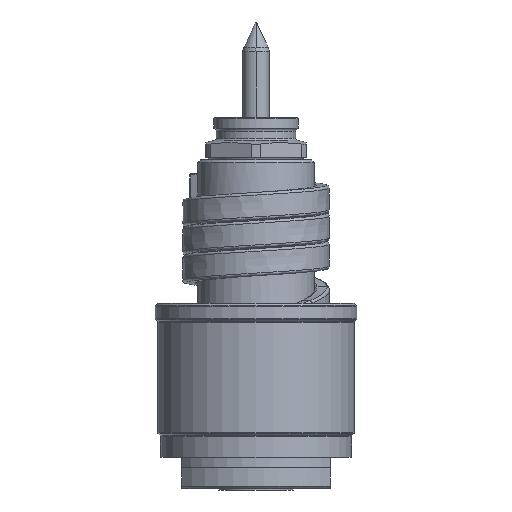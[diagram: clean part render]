
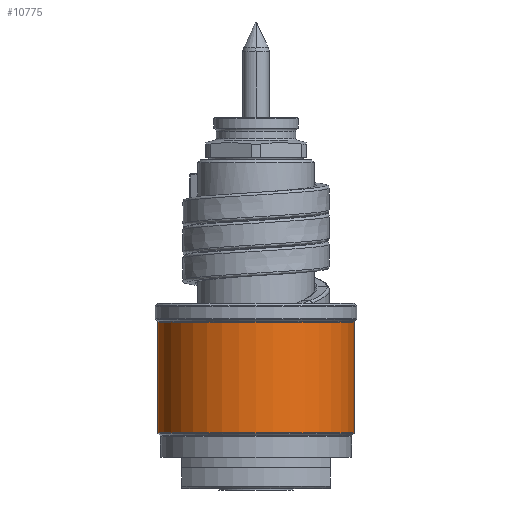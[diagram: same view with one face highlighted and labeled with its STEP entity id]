
A CAD part, front view. The second image highlights one B-rep face of the part: STEP entity #10775.
In plain terms, the highlighted cylindrical face has radius 18.5 mm (diameter 37 mm), a partial arc.
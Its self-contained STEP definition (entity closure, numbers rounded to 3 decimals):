
#3569=CARTESIAN_POINT('',(0.,0.,10.583));
#3570=DIRECTION('',(0.,0.,1.));
#3571=DIRECTION('',(-1.,0.,0.));
#3572=AXIS2_PLACEMENT_3D('',#3569,#3570,#3571);
#3574=DIRECTION('',(0.,0.,-1.));
#3575=VECTOR('',#3574,20.834);
#3576=CARTESIAN_POINT('',(-18.5,0.,31.417));
#3577=LINE('',#3576,#3575);
#3578=CARTESIAN_POINT('',(0.,0.,31.417));
#3579=DIRECTION('',(0.,0.,1.));
#3580=DIRECTION('',(-1.,0.,0.));
#3581=AXIS2_PLACEMENT_3D('',#3578,#3579,#3580);
#3583=DIRECTION('',(0.,0.,-1.));
#3584=VECTOR('',#3583,20.834);
#3585=CARTESIAN_POINT('',(18.5,0.,31.417));
#3586=LINE('',#3585,#3584);
#5479=CARTESIAN_POINT('',(18.5,0.,31.417));
#5480=CARTESIAN_POINT('',(-18.5,0.,31.417));
#5481=VERTEX_POINT('',#5479);
#5482=VERTEX_POINT('',#5480);
#5505=CARTESIAN_POINT('',(18.5,0.,10.583));
#5506=VERTEX_POINT('',#5505);
#5507=CARTESIAN_POINT('',(-18.5,0.,10.583));
#5508=VERTEX_POINT('',#5507);
#10763=CARTESIAN_POINT('',(0.,0.,8.75));
#10764=DIRECTION('',(0.,0.,1.));
#10765=DIRECTION('',(-1.,0.,0.));
#10766=AXIS2_PLACEMENT_3D('',#10763,#10764,#10765);
#10767=CYLINDRICAL_SURFACE('',#10766,18.5);
#10768=ORIENTED_EDGE('',*,*,#8794,.F.);
#10769=ORIENTED_EDGE('',*,*,#8775,.F.);
#10771=ORIENTED_EDGE('',*,*,#10770,.T.);
#10772=ORIENTED_EDGE('',*,*,#8771,.T.);
#10773=EDGE_LOOP('',(#10768,#10769,#10771,#10772));
#10774=FACE_OUTER_BOUND('',#10773,.F.);
#3573=CIRCLE('',#3572,18.5);
#3582=CIRCLE('',#3581,18.5);
#8771=EDGE_CURVE('',#5481,#5506,#3586,.T.);
#8775=EDGE_CURVE('',#5482,#5508,#3577,.T.);
#8794=EDGE_CURVE('',#5508,#5506,#3573,.T.);
#10770=EDGE_CURVE('',#5482,#5481,#3582,.T.);
#10775=ADVANCED_FACE('',(#10774),#10767,.T.);
